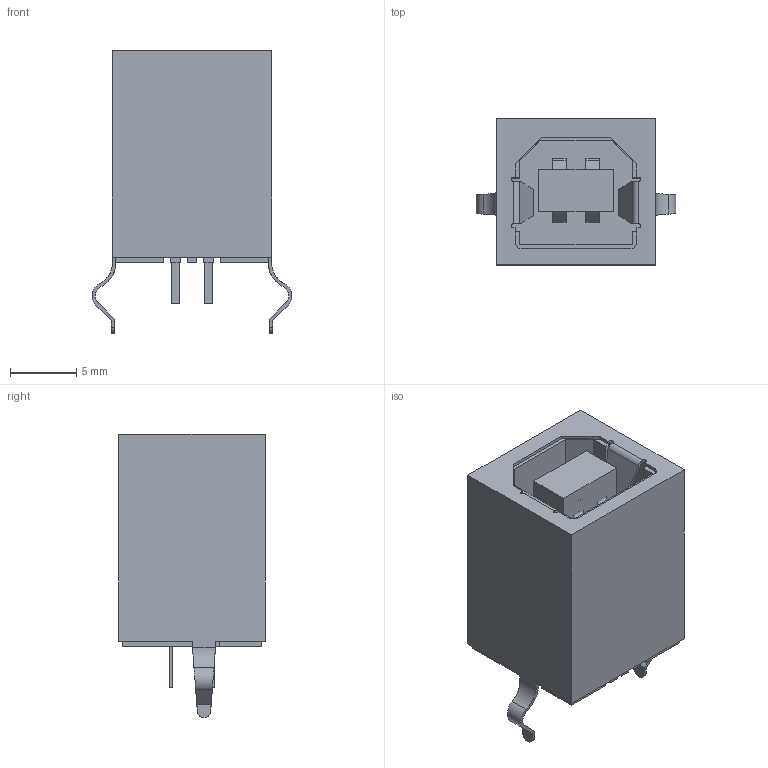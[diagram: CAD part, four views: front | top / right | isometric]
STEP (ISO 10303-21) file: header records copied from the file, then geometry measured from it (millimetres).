
FILE_DESCRIPTION(/* description */ ('STEP AP214'),/* implementation_level */ '2;1');
FILE_NAME(/* name */ 'USBR-B-S-S-O-VT',/* time_stamp */ '2026-02-10T10:38:56+01:00',/* author */ ('License CC BY-ND 4.0'),/* organization */ ('CADENAS'),/* preprocessor_version */ 'ST-DEVELOPER v20',/* originating_system */ 'PARTsolutions',/* authorisation */ ' ');
FILE_SCHEMA (('AUTOMOTIVE_DESIGN {1 0 10303 214 3 1 1}'));
Length unit declared in the file: millimetre
Products named in the file (4): USBR-B-S-S-O-VT; USBR-B-S-VT_s; USBR-B-S-VT_b; USBR-B-S-VT_p
Assembly tree (3 placements, depth 2):
  USBR-B-S-S-O-VT
    USBR-B-S-VT_s
    USBR-B-S-VT_b
    USBR-B-S-VT_p
Bounding box: 15.04 x 11 x 21.29 mm (x, y, z)
Volume: 1614.2 mm3; surface area: 3213.2 mm2
Topology: 3 solids, 3 shells, 220 faces, 620 edges, 408 vertices
Faces by surface type: plane 192, cylinder 28
Entity records: 7099 total; most frequent: CARTESIAN_POINT 1252, ORIENTED_EDGE 1240, DIRECTION 1124, EDGE_CURVE 620, LINE 564, VECTOR 564, VERTEX_POINT 408, AXIS2_PLACEMENT_3D 280
